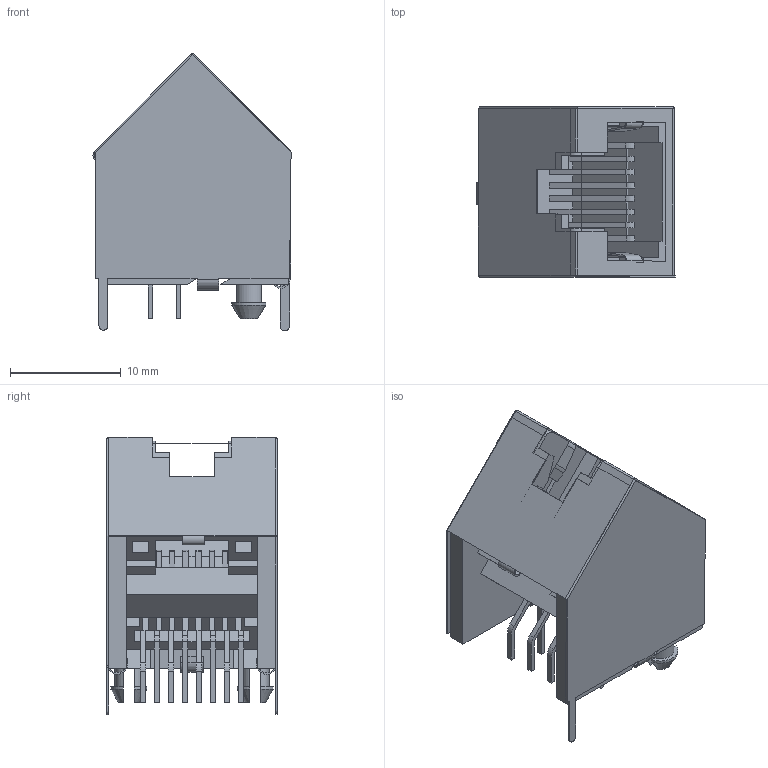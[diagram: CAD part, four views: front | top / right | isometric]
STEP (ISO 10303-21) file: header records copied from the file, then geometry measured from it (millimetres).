
FILE_DESCRIPTION(/* description */ ('Unknown'),/* implementation_level */ '2;1');
FILE_NAME(/* name */ '615008145221',/* time_stamp */ '2016-02-03T09:18:39+01:00',/* author */ ('Unknown'),/* organization */ ('Unknown'),/* preprocessor_version */ 'ST-DEVELOPER v16',/* originating_system */ 'DEX',/* authorisation */ $);
FILE_SCHEMA (('AUTOMOTIVE_DESIGN {1 0 10303 214 3 1 1}'));
Length unit declared in the file: millimetre
Products named in the file (13): 615008145221; 615008145221 housing+pin; 615008145221 housing; pin1; pin2; pin3; pin4; pin5; pin6; pin7; pin8; shielding
Assembly tree (12 placements, depth 3):
  615008145221
    615008145221 housing+pin
      615008145221
      615008145221 housing
      pin1
      pin2
      pin3
      pin4
      pin5
      pin6
      pin7
      pin8
    shielding
Bounding box: 17.92 x 15.4 x 25.1 mm (x, y, z)
Volume: 2028 mm3; surface area: 5635.8 mm2
Topology: 19 solids, 19 shells, 618 faces, 1747 edges, 1130 vertices
Faces by surface type: plane 527, cylinder 87, cone 4
Entity records: 20862 total; most frequent: CARTESIAN_POINT 4574, ORIENTED_EDGE 3494, DIRECTION 3013, EDGE_CURVE 1747, LINE 1471, VECTOR 1471, VERTEX_POINT 1130, AXIS2_PLACEMENT_3D 771
